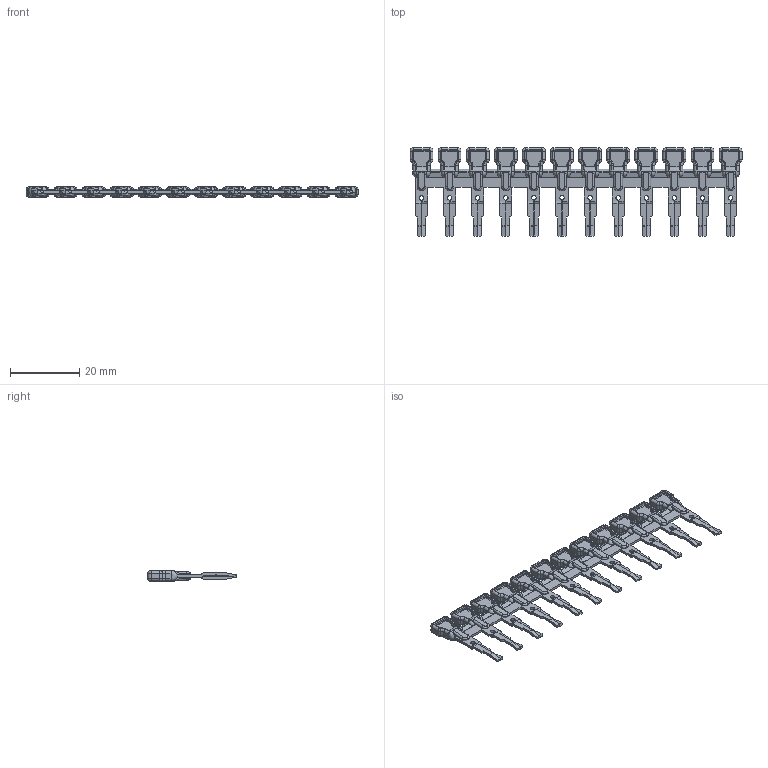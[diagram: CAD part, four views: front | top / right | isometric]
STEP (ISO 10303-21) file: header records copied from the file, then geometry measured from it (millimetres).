
FILE_DESCRIPTION (( 'STEP AP214' ), '1' );
FILE_NAME ('43530_12_DN-12J6Y.STEP', '2014-05-29T13:01:58', ( '' ), ( '' ), 'SwSTEP 2.0', 'SolidWorks 2013', '' );
FILE_SCHEMA (( 'AUTOMOTIVE_DESIGN' ));
Length unit declared in the file: millimetre
Products named in the file (1): 43530_12_DN-12J6Y
Bounding box: 95.7 x 25.63 x 3 mm (x, y, z)
Volume: 1998.2 mm3; surface area: 4932.6 mm2
Topology: 2 solids, 2 shells, 2125 faces, 5193 edges, 2972 vertices
Faces by surface type: cylinder 863, plane 613, bspline 574, torus 75
Entity records: 76146 total; most frequent: CARTESIAN_POINT 29722, ORIENTED_EDGE 10186, DIRECTION 9173, EDGE_CURVE 5093, AXIS2_PLACEMENT_3D 3363, VERTEX_POINT 2972, VECTOR 2447, LINE 2447
